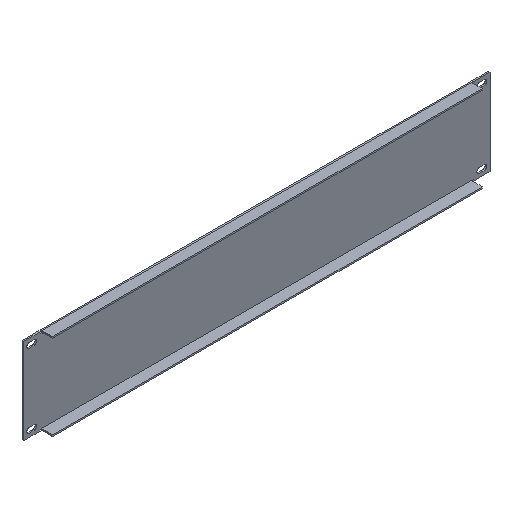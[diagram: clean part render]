
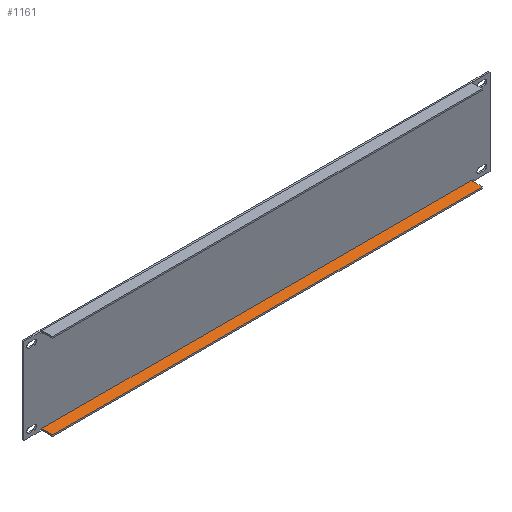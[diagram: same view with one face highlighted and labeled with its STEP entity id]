
A CAD part, isometric view. The second image highlights one B-rep face of the part: STEP entity #1161.
In plain terms, the highlighted planar face has unit normal (0, -0.023, 1).
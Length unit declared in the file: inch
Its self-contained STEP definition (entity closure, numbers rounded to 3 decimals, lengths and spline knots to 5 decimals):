
#49 = CARTESIAN_POINT ( 'NONE',  ( -8.74016, -0.02953, -1.6929 ) ) ;
#98 = LINE ( 'NONE', #1049, #1551 ) ;
#106 = DIRECTION ( 'NONE',  ( 0., -1., -0.023 ) ) ;
#150 = CARTESIAN_POINT ( 'NONE',  ( 8.74016, -0.4626, -1.70274 ) ) ;
#187 = EDGE_CURVE ( 'NONE', #1501, #1288, #1480, .T. ) ;
#193 = LINE ( 'NONE', #872, #457 ) ;
#219 = PLANE ( 'NONE',  #1063 ) ;
#222 = CARTESIAN_POINT ( 'NONE',  ( 8.74016, -0.02953, -1.6929 ) ) ;
#226 = DIRECTION ( 'NONE',  ( -1., 0., 0. ) ) ;
#235 = CARTESIAN_POINT ( 'NONE',  ( -8.74016, -0.4626, -1.70274 ) ) ;
#329 = DIRECTION ( 'NONE',  ( 0., 0.023, -1. ) ) ;
#351 = CARTESIAN_POINT ( 'NONE',  ( 8.74016, -0.02953, -1.6929 ) ) ;
#380 = VECTOR ( 'NONE', #226, 39.37008 ) ;
#410 = VERTEX_POINT ( 'NONE', #49 ) ;
#457 = VECTOR ( 'NONE', #106, 39.37008 ) ;
#478 = EDGE_LOOP ( 'NONE', ( #1532, #601, #686, #479 ) ) ;
#479 = ORIENTED_EDGE ( 'NONE', *, *, #1113, .T. ) ;
#480 = DIRECTION ( 'NONE',  ( -1., 0., 0. ) ) ;
#509 = VERTEX_POINT ( 'NONE', #1029 ) ;
#601 = ORIENTED_EDGE ( 'NONE', *, *, #187, .F. ) ;
#656 = DIRECTION ( 'NONE',  ( 0., -1., -0.023 ) ) ;
#686 = ORIENTED_EDGE ( 'NONE', *, *, #1269, .F. ) ;
#723 = DIRECTION ( 'NONE',  ( 0., 1., 0.023 ) ) ;
#735 = CARTESIAN_POINT ( 'NONE',  ( 8.74016, -0.4626, -1.70274 ) ) ;
#789 = VECTOR ( 'NONE', #480, 39.37008 ) ;
#797 = EDGE_CURVE ( 'NONE', #410, #1288, #98, .T. ) ;
#872 = CARTESIAN_POINT ( 'NONE',  ( 8.74016, -0.02953, -1.6929 ) ) ;
#877 = FACE_OUTER_BOUND ( 'NONE', #478, .T. ) ;
#1029 = CARTESIAN_POINT ( 'NONE',  ( 8.74016, -0.02953, -1.6929 ) ) ;
#1049 = CARTESIAN_POINT ( 'NONE',  ( -8.74016, -0.02953, -1.6929 ) ) ;
#1063 = AXIS2_PLACEMENT_3D ( 'NONE', #222, #329, #723 ) ;
#1088 = LINE ( 'NONE', #351, #789 ) ;
#1113 = EDGE_CURVE ( 'NONE', #509, #410, #1088, .T. ) ;
#1161 = ADVANCED_FACE ( 'NONE', ( #877 ), #219, .F. ) ;
#1269 = EDGE_CURVE ( 'NONE', #509, #1501, #193, .T. ) ;
#1288 = VERTEX_POINT ( 'NONE', #235 ) ;
#1480 = LINE ( 'NONE', #735, #380 ) ;
#1501 = VERTEX_POINT ( 'NONE', #150 ) ;
#1532 = ORIENTED_EDGE ( 'NONE', *, *, #797, .T. ) ;
#1551 = VECTOR ( 'NONE', #656, 39.37008 ) ;
